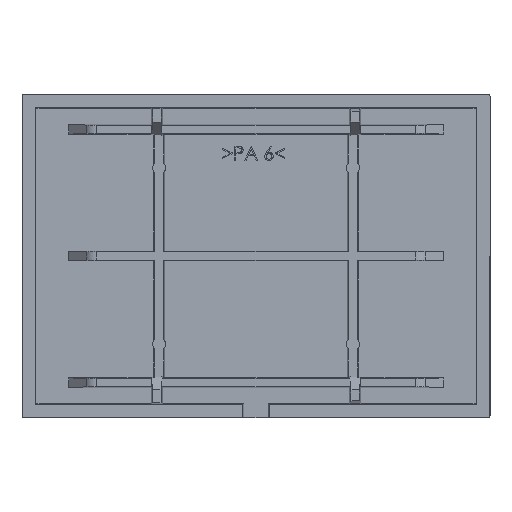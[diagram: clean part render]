
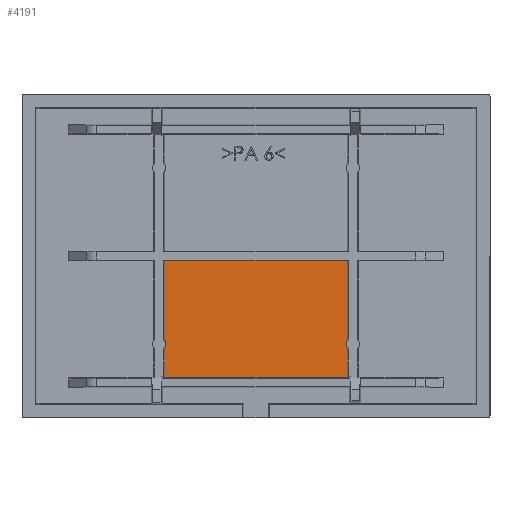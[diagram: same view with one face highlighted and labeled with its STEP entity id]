
A CAD part, top view. The second image highlights one B-rep face of the part: STEP entity #4191.
In plain terms, the highlighted planar face has unit normal (0, 0, 1).
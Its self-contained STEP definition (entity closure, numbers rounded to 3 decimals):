
#11 = EDGE_CURVE ( 'NONE', #1051, #5772, #3711, .T. ) ;
#31 = EDGE_CURVE ( 'NONE', #1051, #189, #3620, .T. ) ;
#45 = EDGE_CURVE ( 'NONE', #6807, #189, #3513, .T. ) ;
#118 = DIRECTION ( 'NONE',  ( -1., 0., 0. ) ) ;
#139 = VECTOR ( 'NONE', #2137, 1000. ) ;
#187 = LINE ( 'NONE', #2127, #238 ) ;
#189 = VERTEX_POINT ( 'NONE', #1812 ) ;
#207 = VECTOR ( 'NONE', #6538, 1000. ) ;
#216 = AXIS2_PLACEMENT_3D ( 'NONE', #2726, #2716, #2715 ) ;
#238 = VECTOR ( 'NONE', #421, 1000. ) ;
#239 = CARTESIAN_POINT ( 'NONE',  ( 50.1, -1.1, -1. ) ) ;
#295 = VERTEX_POINT ( 'NONE', #6953 ) ;
#421 = DIRECTION ( 'NONE',  ( 1., 0., 0. ) ) ;
#460 = FACE_OUTER_BOUND ( 'NONE', #3469, .T. ) ;
#477 = ORIENTED_EDGE ( 'NONE', *, *, #1616, .T. ) ;
#508 = ORIENTED_EDGE ( 'NONE', *, *, #1693, .T. ) ;
#519 = ORIENTED_EDGE ( 'NONE', *, *, #2386, .T. ) ;
#546 = ORIENTED_EDGE ( 'NONE', *, *, #1363, .F. ) ;
#554 = ORIENTED_EDGE ( 'NONE', *, *, #1901, .F. ) ;
#565 = ORIENTED_EDGE ( 'NONE', *, *, #7186, .T. ) ;
#578 = DIRECTION ( 'NONE',  ( 0., 1., 0. ) ) ;
#586 = ORIENTED_EDGE ( 'NONE', *, *, #2425, .T. ) ;
#594 = ORIENTED_EDGE ( 'NONE', *, *, #11, .F. ) ;
#597 = CARTESIAN_POINT ( 'NONE',  ( 20.75, -33.75, -1. ) ) ;
#617 = ORIENTED_EDGE ( 'NONE', *, *, #45, .F. ) ;
#630 = ORIENTED_EDGE ( 'NONE', *, *, #7001, .T. ) ;
#644 = ORIENTED_EDGE ( 'NONE', *, *, #1117, .T. ) ;
#735 = CARTESIAN_POINT ( 'NONE',  ( -20.75, -33.75, -1. ) ) ;
#930 = VERTEX_POINT ( 'NONE', #3600 ) ;
#1005 = VERTEX_POINT ( 'NONE', #3087 ) ;
#1051 = VERTEX_POINT ( 'NONE', #2938 ) ;
#1117 = EDGE_CURVE ( 'NONE', #6735, #1005, #4713, .T. ) ;
#1272 = VERTEX_POINT ( 'NONE', #2187 ) ;
#1363 = EDGE_CURVE ( 'NONE', #1905, #1272, #3466, .T. ) ;
#1497 = DIRECTION ( 'NONE',  ( 1., 0., 0. ) ) ;
#1504 = DIRECTION ( 'NONE',  ( 0., 0., 1. ) ) ;
#1507 = CARTESIAN_POINT ( 'NONE',  ( -22., -20., -1. ) ) ;
#1616 = EDGE_CURVE ( 'NONE', #1005, #5266, #5877, .T. ) ;
#1693 = EDGE_CURVE ( 'NONE', #5266, #295, #4804, .T. ) ;
#1812 = CARTESIAN_POINT ( 'NONE',  ( 21.2, -27.5, -1. ) ) ;
#1901 = EDGE_CURVE ( 'NONE', #3186, #1905, #6133, .T. ) ;
#1905 = VERTEX_POINT ( 'NONE', #3061 ) ;
#1979 = DIRECTION ( 'NONE',  ( 0., -1., 0. ) ) ;
#2014 = LINE ( 'NONE', #6566, #207 ) ;
#2127 = CARTESIAN_POINT ( 'NONE',  ( -21.2, -27.5, -1. ) ) ;
#2137 = DIRECTION ( 'NONE',  ( 0., -1., 0. ) ) ;
#2187 = CARTESIAN_POINT ( 'NONE',  ( -20.75, -19.171, -1. ) ) ;
#2194 = CARTESIAN_POINT ( 'NONE',  ( -20.75, -27.5, -1. ) ) ;
#2386 = EDGE_CURVE ( 'NONE', #295, #1272, #4577, .T. ) ;
#2425 = EDGE_CURVE ( 'NONE', #930, #5772, #5312, .T. ) ;
#2522 = CARTESIAN_POINT ( 'NONE',  ( 20.75, -20.829, -1. ) ) ;
#2715 = DIRECTION ( 'NONE',  ( 1., 0., 0. ) ) ;
#2716 = DIRECTION ( 'NONE',  ( 0., 0., -1. ) ) ;
#2726 = CARTESIAN_POINT ( 'NONE',  ( 22., -20., -1. ) ) ;
#2741 = AXIS2_PLACEMENT_3D ( 'NONE', #4465, #4341, #4289 ) ;
#2835 = AXIS2_PLACEMENT_3D ( 'NONE', #3212, #3198, #3183 ) ;
#2889 = DIRECTION ( 'NONE',  ( 0., -1., 0. ) ) ;
#2938 = CARTESIAN_POINT ( 'NONE',  ( 21.2, -27.65, -1. ) ) ;
#3061 = CARTESIAN_POINT ( 'NONE',  ( -20.5, -20., -1. ) ) ;
#3087 = CARTESIAN_POINT ( 'NONE',  ( 20.75, -19.171, -1. ) ) ;
#3183 = DIRECTION ( 'NONE',  ( 1., 0., 0. ) ) ;
#3186 = VERTEX_POINT ( 'NONE', #3962 ) ;
#3198 = DIRECTION ( 'NONE',  ( 0., 0., 1. ) ) ;
#3212 = CARTESIAN_POINT ( 'NONE',  ( -22., -20., -1. ) ) ;
#3466 = CIRCLE ( 'NONE', #5611, 1.5 ) ;
#3469 = EDGE_LOOP ( 'NONE', ( #477, #508, #519, #546, #554, #565, #6413, #586, #594, #6256, #617, #630, #644 ) ) ;
#3513 = LINE ( 'NONE', #5071, #3519 ) ;
#3519 = VECTOR ( 'NONE', #5158, 1000. ) ;
#3600 = CARTESIAN_POINT ( 'NONE',  ( -21.2, -27.5, -1. ) ) ;
#3620 = LINE ( 'NONE', #5198, #3719 ) ;
#3629 = VECTOR ( 'NONE', #5293, 1000. ) ;
#3711 = LINE ( 'NONE', #5270, #3629 ) ;
#3719 = VECTOR ( 'NONE', #5587, 1000. ) ;
#3962 = CARTESIAN_POINT ( 'NONE',  ( -20.75, -20.829, -1. ) ) ;
#4191 = ADVANCED_FACE ( 'NONE', ( #460 ), #4518, .T. ) ;
#4289 = DIRECTION ( 'NONE',  ( 1., 0., 0. ) ) ;
#4341 = DIRECTION ( 'NONE',  ( 0., 0., 1. ) ) ;
#4440 = CARTESIAN_POINT ( 'NONE',  ( 20.75, -27.5, -1. ) ) ;
#4465 = CARTESIAN_POINT ( 'NONE',  ( 50.1, -33.75, -1. ) ) ;
#4518 = PLANE ( 'NONE',  #2741 ) ;
#4577 = LINE ( 'NONE', #5870, #4586 ) ;
#4586 = VECTOR ( 'NONE', #1979, 1000. ) ;
#4641 = VECTOR ( 'NONE', #2889, 1000. ) ;
#4682 = VECTOR ( 'NONE', #578, 1000. ) ;
#4713 = CIRCLE ( 'NONE', #216, 1.5 ) ;
#4760 = CARTESIAN_POINT ( 'NONE',  ( 20.75, -1.1, -1. ) ) ;
#4804 = LINE ( 'NONE', #239, #5376 ) ;
#5071 = CARTESIAN_POINT ( 'NONE',  ( 21.2, -27.5, -1. ) ) ;
#5158 = DIRECTION ( 'NONE',  ( 1., 0., 0. ) ) ;
#5198 = CARTESIAN_POINT ( 'NONE',  ( 21.2, -33.75, -1. ) ) ;
#5266 = VERTEX_POINT ( 'NONE', #4760 ) ;
#5270 = CARTESIAN_POINT ( 'NONE',  ( -42.5, -27.65, -1. ) ) ;
#5293 = DIRECTION ( 'NONE',  ( -1., 0., 0. ) ) ;
#5312 = LINE ( 'NONE', #5591, #4641 ) ;
#5376 = VECTOR ( 'NONE', #118, 1000. ) ;
#5587 = DIRECTION ( 'NONE',  ( 0., 1., 0. ) ) ;
#5591 = CARTESIAN_POINT ( 'NONE',  ( -21.2, -33.75, -1. ) ) ;
#5611 = AXIS2_PLACEMENT_3D ( 'NONE', #1507, #1504, #1497 ) ;
#5649 = CARTESIAN_POINT ( 'NONE',  ( -21.2, -27.65, -1. ) ) ;
#5709 = VERTEX_POINT ( 'NONE', #2194 ) ;
#5772 = VERTEX_POINT ( 'NONE', #5649 ) ;
#5870 = CARTESIAN_POINT ( 'NONE',  ( -20.75, -33.75, -1. ) ) ;
#5877 = LINE ( 'NONE', #597, #4682 ) ;
#6133 = CIRCLE ( 'NONE', #2835, 1.5 ) ;
#6256 = ORIENTED_EDGE ( 'NONE', *, *, #31, .T. ) ;
#6413 = ORIENTED_EDGE ( 'NONE', *, *, #7197, .F. ) ;
#6538 = DIRECTION ( 'NONE',  ( 0., 1., 0. ) ) ;
#6566 = CARTESIAN_POINT ( 'NONE',  ( 20.75, -33.75, -1. ) ) ;
#6735 = VERTEX_POINT ( 'NONE', #2522 ) ;
#6803 = LINE ( 'NONE', #735, #139 ) ;
#6807 = VERTEX_POINT ( 'NONE', #4440 ) ;
#6953 = CARTESIAN_POINT ( 'NONE',  ( -20.75, -1.1, -1. ) ) ;
#7001 = EDGE_CURVE ( 'NONE', #6807, #6735, #2014, .T. ) ;
#7186 = EDGE_CURVE ( 'NONE', #3186, #5709, #6803, .T. ) ;
#7197 = EDGE_CURVE ( 'NONE', #930, #5709, #187, .T. ) ;
